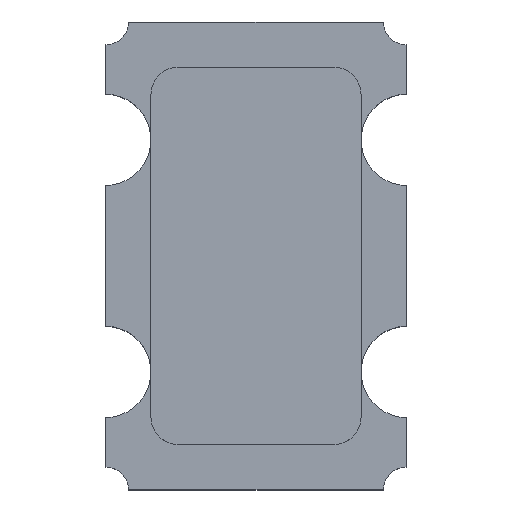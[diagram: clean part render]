
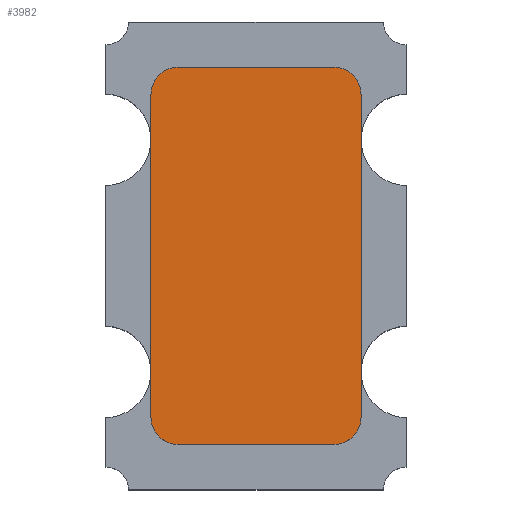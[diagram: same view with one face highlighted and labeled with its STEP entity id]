
A CAD part, top view. The second image highlights one B-rep face of the part: STEP entity #3982.
In plain terms, the highlighted planar face has unit normal (0, 0, 1).
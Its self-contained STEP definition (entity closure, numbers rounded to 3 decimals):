
#3179 = PLANE('',#3180);
#3180 = AXIS2_PLACEMENT_3D('',#3181,#3182,#3183);
#3181 = CARTESIAN_POINT('',(1.15,1.518,1.305));
#3182 = DIRECTION('',(1.,0.,0.));
#3183 = DIRECTION('',(0.,0.,-1.));
#3208 = CYLINDRICAL_SURFACE('',#3209,0.3);
#3209 = AXIS2_PLACEMENT_3D('',#3210,#3211,#3212);
#3210 = CARTESIAN_POINT('',(0.85,-1.765,1.305));
#3211 = DIRECTION('',(-0.,-0.,1.));
#3212 = DIRECTION('',(-1.,0.,0.));
#3236 = PLANE('',#3237);
#3237 = AXIS2_PLACEMENT_3D('',#3238,#3239,#3240);
#3238 = CARTESIAN_POINT('',(0.,-2.065,1.305));
#3239 = DIRECTION('',(0.,-1.,0.));
#3240 = DIRECTION('',(0.,0.,-1.));
#3265 = CYLINDRICAL_SURFACE('',#3266,0.3);
#3266 = AXIS2_PLACEMENT_3D('',#3267,#3268,#3269);
#3267 = CARTESIAN_POINT('',(-0.85,-1.765,1.305));
#3268 = DIRECTION('',(-0.,-0.,1.));
#3269 = DIRECTION('',(-1.,0.,0.));
#3291 = PLANE('',#3292);
#3292 = AXIS2_PLACEMENT_3D('',#3293,#3294,#3295);
#3293 = CARTESIAN_POINT('',(-1.15,1.518,1.305));
#3294 = DIRECTION('',(1.,0.,0.));
#3295 = DIRECTION('',(0.,0.,-1.));
#3430 = CYLINDRICAL_SURFACE('',#3431,0.3);
#3431 = AXIS2_PLACEMENT_3D('',#3432,#3433,#3434);
#3432 = CARTESIAN_POINT('',(-0.85,1.765,1.305));
#3433 = DIRECTION('',(-0.,-0.,1.));
#3434 = DIRECTION('',(-1.,0.,0.));
#3458 = PLANE('',#3459);
#3459 = AXIS2_PLACEMENT_3D('',#3460,#3461,#3462);
#3460 = CARTESIAN_POINT('',(0.,2.065,1.305));
#3461 = DIRECTION('',(0.,-1.,0.));
#3462 = DIRECTION('',(0.,0.,-1.));
#3487 = CYLINDRICAL_SURFACE('',#3488,0.3);
#3488 = AXIS2_PLACEMENT_3D('',#3489,#3490,#3491);
#3489 = CARTESIAN_POINT('',(0.85,1.765,1.305));
#3490 = DIRECTION('',(-0.,-0.,1.));
#3491 = DIRECTION('',(-1.,0.,0.));
#3583 = VERTEX_POINT('',#3584);
#3584 = CARTESIAN_POINT('',(1.15,1.765,1.305));
#3605 = EDGE_CURVE('',#3583,#3606,#3608,.T.);
#3606 = VERTEX_POINT('',#3607);
#3607 = CARTESIAN_POINT('',(1.15,-1.765,1.305));
#3608 = SURFACE_CURVE('',#3609,(#3613,#3620),.PCURVE_S1.);
#3609 = LINE('',#3610,#3611);
#3610 = CARTESIAN_POINT('',(1.15,1.518,1.305));
#3611 = VECTOR('',#3612,1.);
#3612 = DIRECTION('',(0.,-1.,0.));
#3613 = PCURVE('',#3179,#3614);
#3614 = DEFINITIONAL_REPRESENTATION('',(#3615),#3619);
#3615 = LINE('',#3616,#3617);
#3616 = CARTESIAN_POINT('',(0.,0.));
#3617 = VECTOR('',#3618,1.);
#3618 = DIRECTION('',(0.,-1.));
#3619 = ( GEOMETRIC_REPRESENTATION_CONTEXT(2) 
PARAMETRIC_REPRESENTATION_CONTEXT() REPRESENTATION_CONTEXT('2D SPACE',''
  ) );
#3620 = PCURVE('',#3621,#3626);
#3621 = PLANE('',#3622);
#3622 = AXIS2_PLACEMENT_3D('',#3623,#3624,#3625);
#3623 = CARTESIAN_POINT('',(0.,0.,1.305));
#3624 = DIRECTION('',(0.,0.,1.));
#3625 = DIRECTION('',(1.,0.,-0.));
#3626 = DEFINITIONAL_REPRESENTATION('',(#3627),#3631);
#3627 = LINE('',#3628,#3629);
#3628 = CARTESIAN_POINT('',(1.15,1.518));
#3629 = VECTOR('',#3630,1.);
#3630 = DIRECTION('',(0.,-1.));
#3631 = ( GEOMETRIC_REPRESENTATION_CONTEXT(2) 
PARAMETRIC_REPRESENTATION_CONTEXT() REPRESENTATION_CONTEXT('2D SPACE',''
  ) );
#3661 = VERTEX_POINT('',#3662);
#3662 = CARTESIAN_POINT('',(0.85,2.065,1.305));
#3683 = EDGE_CURVE('',#3583,#3661,#3684,.T.);
#3684 = SURFACE_CURVE('',#3685,(#3690,#3697),.PCURVE_S1.);
#3685 = CIRCLE('',#3686,0.3);
#3686 = AXIS2_PLACEMENT_3D('',#3687,#3688,#3689);
#3687 = CARTESIAN_POINT('',(0.85,1.765,1.305));
#3688 = DIRECTION('',(0.,0.,1.));
#3689 = DIRECTION('',(1.,0.,-0.));
#3690 = PCURVE('',#3487,#3691);
#3691 = DEFINITIONAL_REPRESENTATION('',(#3692),#3696);
#3692 = LINE('',#3693,#3694);
#3693 = CARTESIAN_POINT('',(3.142,0.));
#3694 = VECTOR('',#3695,1.);
#3695 = DIRECTION('',(1.,0.));
#3696 = ( GEOMETRIC_REPRESENTATION_CONTEXT(2) 
PARAMETRIC_REPRESENTATION_CONTEXT() REPRESENTATION_CONTEXT('2D SPACE',''
  ) );
#3697 = PCURVE('',#3621,#3698);
#3698 = DEFINITIONAL_REPRESENTATION('',(#3699),#3703);
#3699 = CIRCLE('',#3700,0.3);
#3700 = AXIS2_PLACEMENT_2D('',#3701,#3702);
#3701 = CARTESIAN_POINT('',(0.85,1.765));
#3702 = DIRECTION('',(1.,0.));
#3703 = ( GEOMETRIC_REPRESENTATION_CONTEXT(2) 
PARAMETRIC_REPRESENTATION_CONTEXT() REPRESENTATION_CONTEXT('2D SPACE',''
  ) );
#3711 = VERTEX_POINT('',#3712);
#3712 = CARTESIAN_POINT('',(-0.85,2.065,1.305));
#3733 = EDGE_CURVE('',#3661,#3711,#3734,.T.);
#3734 = SURFACE_CURVE('',#3735,(#3739,#3746),.PCURVE_S1.);
#3735 = LINE('',#3736,#3737);
#3736 = CARTESIAN_POINT('',(0.,2.065,1.305));
#3737 = VECTOR('',#3738,1.);
#3738 = DIRECTION('',(-1.,0.,0.));
#3739 = PCURVE('',#3458,#3740);
#3740 = DEFINITIONAL_REPRESENTATION('',(#3741),#3745);
#3741 = LINE('',#3742,#3743);
#3742 = CARTESIAN_POINT('',(0.,0.));
#3743 = VECTOR('',#3744,1.);
#3744 = DIRECTION('',(0.,-1.));
#3745 = ( GEOMETRIC_REPRESENTATION_CONTEXT(2) 
PARAMETRIC_REPRESENTATION_CONTEXT() REPRESENTATION_CONTEXT('2D SPACE',''
  ) );
#3746 = PCURVE('',#3621,#3747);
#3747 = DEFINITIONAL_REPRESENTATION('',(#3748),#3752);
#3748 = LINE('',#3749,#3750);
#3749 = CARTESIAN_POINT('',(0.,2.065));
#3750 = VECTOR('',#3751,1.);
#3751 = DIRECTION('',(-1.,0.));
#3752 = ( GEOMETRIC_REPRESENTATION_CONTEXT(2) 
PARAMETRIC_REPRESENTATION_CONTEXT() REPRESENTATION_CONTEXT('2D SPACE',''
  ) );
#3760 = VERTEX_POINT('',#3761);
#3761 = CARTESIAN_POINT('',(-1.15,1.765,1.305));
#3782 = EDGE_CURVE('',#3711,#3760,#3783,.T.);
#3783 = SURFACE_CURVE('',#3784,(#3789,#3796),.PCURVE_S1.);
#3784 = CIRCLE('',#3785,0.3);
#3785 = AXIS2_PLACEMENT_3D('',#3786,#3787,#3788);
#3786 = CARTESIAN_POINT('',(-0.85,1.765,1.305));
#3787 = DIRECTION('',(0.,0.,1.));
#3788 = DIRECTION('',(1.,0.,-0.));
#3789 = PCURVE('',#3430,#3790);
#3790 = DEFINITIONAL_REPRESENTATION('',(#3791),#3795);
#3791 = LINE('',#3792,#3793);
#3792 = CARTESIAN_POINT('',(3.142,0.));
#3793 = VECTOR('',#3794,1.);
#3794 = DIRECTION('',(1.,0.));
#3795 = ( GEOMETRIC_REPRESENTATION_CONTEXT(2) 
PARAMETRIC_REPRESENTATION_CONTEXT() REPRESENTATION_CONTEXT('2D SPACE',''
  ) );
#3796 = PCURVE('',#3621,#3797);
#3797 = DEFINITIONAL_REPRESENTATION('',(#3798),#3802);
#3798 = CIRCLE('',#3799,0.3);
#3799 = AXIS2_PLACEMENT_2D('',#3800,#3801);
#3800 = CARTESIAN_POINT('',(-0.85,1.765));
#3801 = DIRECTION('',(1.,0.));
#3802 = ( GEOMETRIC_REPRESENTATION_CONTEXT(2) 
PARAMETRIC_REPRESENTATION_CONTEXT() REPRESENTATION_CONTEXT('2D SPACE',''
  ) );
#3812 = VERTEX_POINT('',#3813);
#3813 = CARTESIAN_POINT('',(-1.15,-1.765,1.305));
#3834 = EDGE_CURVE('',#3760,#3812,#3835,.T.);
#3835 = SURFACE_CURVE('',#3836,(#3840,#3847),.PCURVE_S1.);
#3836 = LINE('',#3837,#3838);
#3837 = CARTESIAN_POINT('',(-1.15,1.518,1.305));
#3838 = VECTOR('',#3839,1.);
#3839 = DIRECTION('',(0.,-1.,0.));
#3840 = PCURVE('',#3291,#3841);
#3841 = DEFINITIONAL_REPRESENTATION('',(#3842),#3846);
#3842 = LINE('',#3843,#3844);
#3843 = CARTESIAN_POINT('',(0.,0.));
#3844 = VECTOR('',#3845,1.);
#3845 = DIRECTION('',(0.,-1.));
#3846 = ( GEOMETRIC_REPRESENTATION_CONTEXT(2) 
PARAMETRIC_REPRESENTATION_CONTEXT() REPRESENTATION_CONTEXT('2D SPACE',''
  ) );
#3847 = PCURVE('',#3621,#3848);
#3848 = DEFINITIONAL_REPRESENTATION('',(#3849),#3853);
#3849 = LINE('',#3850,#3851);
#3850 = CARTESIAN_POINT('',(-1.15,1.518));
#3851 = VECTOR('',#3852,1.);
#3852 = DIRECTION('',(0.,-1.));
#3853 = ( GEOMETRIC_REPRESENTATION_CONTEXT(2) 
PARAMETRIC_REPRESENTATION_CONTEXT() REPRESENTATION_CONTEXT('2D SPACE',''
  ) );
#3861 = VERTEX_POINT('',#3862);
#3862 = CARTESIAN_POINT('',(-0.85,-2.065,1.305));
#3883 = EDGE_CURVE('',#3812,#3861,#3884,.T.);
#3884 = SURFACE_CURVE('',#3885,(#3890,#3897),.PCURVE_S1.);
#3885 = CIRCLE('',#3886,0.3);
#3886 = AXIS2_PLACEMENT_3D('',#3887,#3888,#3889);
#3887 = CARTESIAN_POINT('',(-0.85,-1.765,1.305));
#3888 = DIRECTION('',(0.,0.,1.));
#3889 = DIRECTION('',(1.,0.,-0.));
#3890 = PCURVE('',#3265,#3891);
#3891 = DEFINITIONAL_REPRESENTATION('',(#3892),#3896);
#3892 = LINE('',#3893,#3894);
#3893 = CARTESIAN_POINT('',(-3.142,0.));
#3894 = VECTOR('',#3895,1.);
#3895 = DIRECTION('',(1.,0.));
#3896 = ( GEOMETRIC_REPRESENTATION_CONTEXT(2) 
PARAMETRIC_REPRESENTATION_CONTEXT() REPRESENTATION_CONTEXT('2D SPACE',''
  ) );
#3897 = PCURVE('',#3621,#3898);
#3898 = DEFINITIONAL_REPRESENTATION('',(#3899),#3903);
#3899 = CIRCLE('',#3900,0.3);
#3900 = AXIS2_PLACEMENT_2D('',#3901,#3902);
#3901 = CARTESIAN_POINT('',(-0.85,-1.765));
#3902 = DIRECTION('',(1.,0.));
#3903 = ( GEOMETRIC_REPRESENTATION_CONTEXT(2) 
PARAMETRIC_REPRESENTATION_CONTEXT() REPRESENTATION_CONTEXT('2D SPACE',''
  ) );
#3911 = VERTEX_POINT('',#3912);
#3912 = CARTESIAN_POINT('',(0.85,-2.065,1.305));
#3933 = EDGE_CURVE('',#3911,#3861,#3934,.T.);
#3934 = SURFACE_CURVE('',#3935,(#3939,#3946),.PCURVE_S1.);
#3935 = LINE('',#3936,#3937);
#3936 = CARTESIAN_POINT('',(0.,-2.065,1.305));
#3937 = VECTOR('',#3938,1.);
#3938 = DIRECTION('',(-1.,0.,0.));
#3939 = PCURVE('',#3236,#3940);
#3940 = DEFINITIONAL_REPRESENTATION('',(#3941),#3945);
#3941 = LINE('',#3942,#3943);
#3942 = CARTESIAN_POINT('',(0.,0.));
#3943 = VECTOR('',#3944,1.);
#3944 = DIRECTION('',(0.,-1.));
#3945 = ( GEOMETRIC_REPRESENTATION_CONTEXT(2) 
PARAMETRIC_REPRESENTATION_CONTEXT() REPRESENTATION_CONTEXT('2D SPACE',''
  ) );
#3946 = PCURVE('',#3621,#3947);
#3947 = DEFINITIONAL_REPRESENTATION('',(#3948),#3952);
#3948 = LINE('',#3949,#3950);
#3949 = CARTESIAN_POINT('',(0.,-2.065));
#3950 = VECTOR('',#3951,1.);
#3951 = DIRECTION('',(-1.,0.));
#3952 = ( GEOMETRIC_REPRESENTATION_CONTEXT(2) 
PARAMETRIC_REPRESENTATION_CONTEXT() REPRESENTATION_CONTEXT('2D SPACE',''
  ) );
#3960 = EDGE_CURVE('',#3911,#3606,#3961,.T.);
#3961 = SURFACE_CURVE('',#3962,(#3967,#3974),.PCURVE_S1.);
#3962 = CIRCLE('',#3963,0.3);
#3963 = AXIS2_PLACEMENT_3D('',#3964,#3965,#3966);
#3964 = CARTESIAN_POINT('',(0.85,-1.765,1.305));
#3965 = DIRECTION('',(0.,0.,1.));
#3966 = DIRECTION('',(1.,0.,-0.));
#3967 = PCURVE('',#3208,#3968);
#3968 = DEFINITIONAL_REPRESENTATION('',(#3969),#3973);
#3969 = LINE('',#3970,#3971);
#3970 = CARTESIAN_POINT('',(-3.142,0.));
#3971 = VECTOR('',#3972,1.);
#3972 = DIRECTION('',(1.,0.));
#3973 = ( GEOMETRIC_REPRESENTATION_CONTEXT(2) 
PARAMETRIC_REPRESENTATION_CONTEXT() REPRESENTATION_CONTEXT('2D SPACE',''
  ) );
#3974 = PCURVE('',#3621,#3975);
#3975 = DEFINITIONAL_REPRESENTATION('',(#3976),#3980);
#3976 = CIRCLE('',#3977,0.3);
#3977 = AXIS2_PLACEMENT_2D('',#3978,#3979);
#3978 = CARTESIAN_POINT('',(0.85,-1.765));
#3979 = DIRECTION('',(1.,0.));
#3980 = ( GEOMETRIC_REPRESENTATION_CONTEXT(2) 
PARAMETRIC_REPRESENTATION_CONTEXT() REPRESENTATION_CONTEXT('2D SPACE',''
  ) );
#3982 = ADVANCED_FACE('',(#3983),#3621,.T.);
#3983 = FACE_BOUND('',#3984,.T.);
#3984 = EDGE_LOOP('',(#3985,#3986,#3987,#3988,#3989,#3990,#3991,#3992));
#3985 = ORIENTED_EDGE('',*,*,#3605,.F.);
#3986 = ORIENTED_EDGE('',*,*,#3683,.T.);
#3987 = ORIENTED_EDGE('',*,*,#3733,.T.);
#3988 = ORIENTED_EDGE('',*,*,#3782,.T.);
#3989 = ORIENTED_EDGE('',*,*,#3834,.T.);
#3990 = ORIENTED_EDGE('',*,*,#3883,.T.);
#3991 = ORIENTED_EDGE('',*,*,#3933,.F.);
#3992 = ORIENTED_EDGE('',*,*,#3960,.T.);
